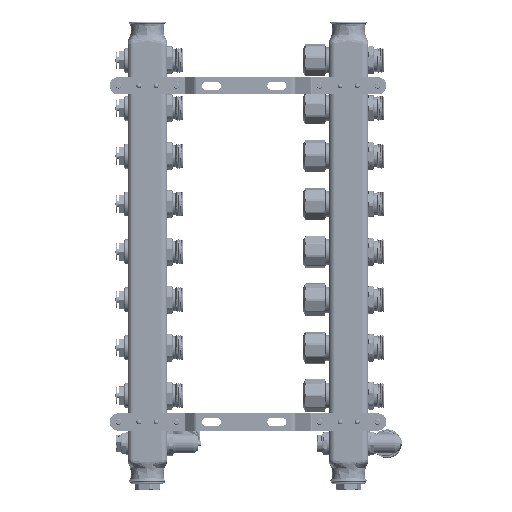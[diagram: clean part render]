
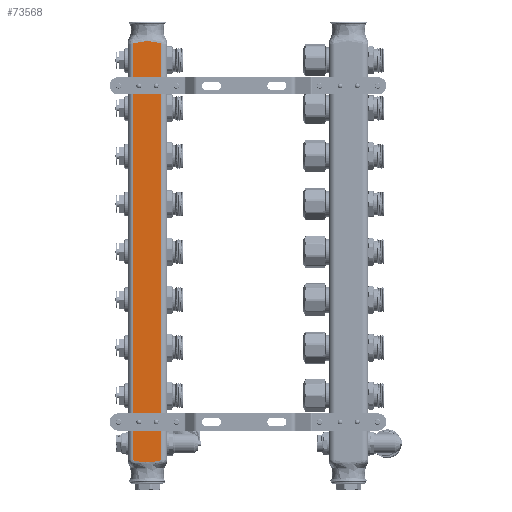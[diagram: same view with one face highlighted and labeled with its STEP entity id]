
A CAD part, front view. The second image highlights one B-rep face of the part: STEP entity #73568.
In plain terms, the highlighted face is planar.
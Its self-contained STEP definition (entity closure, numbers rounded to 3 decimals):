
#1413 = CARTESIAN_POINT ( 'NONE',  ( 19.5, -12.568, -457.093 ) ) ;
#5700 = CARTESIAN_POINT ( 'NONE',  ( 19.5, 6.109, -458.324 ) ) ;
#5737 = CARTESIAN_POINT ( 'NONE',  ( 19.5, 11.969, -20.783 ) ) ;
#6025 = DIRECTION ( 'NONE',  ( 0., -1., 0. ) ) ;
#6319 = EDGE_CURVE ( 'NONE', #70542, #58782, #102397, .T. ) ;
#6425 = CARTESIAN_POINT ( 'NONE',  ( 19.5, -12.419, -20.872 ) ) ;
#6736 = CARTESIAN_POINT ( 'NONE',  ( 19.5, 1.236, -458.841 ) ) ;
#7105 = CARTESIAN_POINT ( 'NONE',  ( 19.5, -2.467, -19.219 ) ) ;
#7432 = CARTESIAN_POINT ( 'NONE',  ( 19.5, -12.119, -20.809 ) ) ;
#11995 = EDGE_CURVE ( 'NONE', #58782, #53953, #19815, .T. ) ;
#13042 = CARTESIAN_POINT ( 'NONE',  ( 19.5, 8.513, -20.13 ) ) ;
#13334 = CARTESIAN_POINT ( 'NONE',  ( 19.5, 6.71, -458.215 ) ) ;
#13680 = CARTESIAN_POINT ( 'NONE',  ( 19.5, -11.216, -457.349 ) ) ;
#14711 = CARTESIAN_POINT ( 'NONE',  ( 19.5, -6.109, -458.324 ) ) ;
#15095 = CARTESIAN_POINT ( 'NONE',  ( 19.5, -11.216, -20.651 ) ) ;
#15203 = CARTESIAN_POINT ( 'NONE',  ( 19.5, -14.5, -456.59 ) ) ;
#19815 = B_SPLINE_CURVE_WITH_KNOTS ( 'NONE', 3,
 ( #45522, #28279, #76066, #28606, #84040, #99989, #5737, #92019, #61168, #60487, #13042, #68463, #20995, #38969, #86435, #102381, #54893, #37959, #7105, #22368, #93765, #78103, #77434, #62534, #31348, #15095, #54221, #70180, #7432, #6425, #93418, #85743, #46219, #102711 ),
 .UNSPECIFIED., .F., .F.,
 ( 4, 2, 2, 2, 2, 2, 2, 2, 2, 2, 2, 2, 2, 2, 2, 2, 4 ),
 ( 0., 0.002, 0.002, 0.003, 0.004, 0.007, 0.009, 0.011, 0.015, 0.018, 0.02, 0.022, 0.026, 0.027, 0.027, 0.028, 0.029 ),
 .UNSPECIFIED. ) ;
#20278 = CARTESIAN_POINT ( 'NONE',  ( 19.5, -14.5, -239. ) ) ;
#20995 = CARTESIAN_POINT ( 'NONE',  ( 19.5, 6.109, -19.676 ) ) ;
#21649 = CARTESIAN_POINT ( 'NONE',  ( 19.5, 12.568, -457.093 ) ) ;
#22310 = DIRECTION ( 'NONE',  ( -1., 0., 0. ) ) ;
#22328 = CARTESIAN_POINT ( 'NONE',  ( 19.5, 2.467, -458.781 ) ) ;
#22368 = CARTESIAN_POINT ( 'NONE',  ( 19.5, -4.294, -19.409 ) ) ;
#22675 = CARTESIAN_POINT ( 'NONE',  ( 19.5, -8.513, -457.87 ) ) ;
#23313 = CARTESIAN_POINT ( 'NONE',  ( 19.5, 14.5, -21.41 ) ) ;
#28279 = CARTESIAN_POINT ( 'NONE',  ( 19.5, 13.908, -21.243 ) ) ;
#28606 = CARTESIAN_POINT ( 'NONE',  ( 19.5, 12.568, -20.907 ) ) ;
#29262 = CARTESIAN_POINT ( 'NONE',  ( 19.5, 13.314, -456.916 ) ) ;
#30303 = CARTESIAN_POINT ( 'NONE',  ( 19.5, -6.71, -458.215 ) ) ;
#31348 = CARTESIAN_POINT ( 'NONE',  ( 19.5, -9.712, -20.376 ) ) ;
#31856 = CARTESIAN_POINT ( 'NONE',  ( 19.5, -14.5, -456.59 ) ) ;
#32052 = ORIENTED_EDGE ( 'NONE', *, *, #49426, .F. ) ;
#32688 = DIRECTION ( 'NONE',  ( 0., 0., 1. ) ) ;
#33020 = CARTESIAN_POINT ( 'NONE',  ( 19.5, 14.5, -239. ) ) ;
#36881 = DIRECTION ( 'NONE',  ( 0., 0., 1. ) ) ;
#37228 = CARTESIAN_POINT ( 'NONE',  ( 19.5, 8.513, -457.87 ) ) ;
#37919 = CARTESIAN_POINT ( 'NONE',  ( 19.5, -1.236, -458.841 ) ) ;
#37959 = CARTESIAN_POINT ( 'NONE',  ( 19.5, -1.236, -19.159 ) ) ;
#37997 = LINE ( 'NONE', #20278, #54082 ) ;
#38969 = CARTESIAN_POINT ( 'NONE',  ( 19.5, 4.9, -19.488 ) ) ;
#41061 = ORIENTED_EDGE ( 'NONE', *, *, #6319, .T. ) ;
#45482 = CARTESIAN_POINT ( 'NONE',  ( 19.5, 11.969, -457.217 ) ) ;
#45522 = CARTESIAN_POINT ( 'NONE',  ( 19.5, 14.5, -21.41 ) ) ;
#46187 = CARTESIAN_POINT ( 'NONE',  ( 19.5, 13.908, -456.757 ) ) ;
#46219 = CARTESIAN_POINT ( 'NONE',  ( 19.5, -13.908, -21.243 ) ) ;
#49426 = EDGE_CURVE ( 'NONE', #70542, #95470, #60691, .T. ) ;
#51071 = CARTESIAN_POINT ( 'NONE',  ( 19.5, -12.119, -457.191 ) ) ;
#52817 = CARTESIAN_POINT ( 'NONE',  ( 19.5, -9.712, -457.624 ) ) ;
#53166 = CARTESIAN_POINT ( 'NONE',  ( 19.5, 11.517, -457.295 ) ) ;
#53488 = CARTESIAN_POINT ( 'NONE',  ( 19.5, 14.5, -239. ) ) ;
#53843 = CARTESIAN_POINT ( 'NONE',  ( 19.5, -4.9, -458.512 ) ) ;
#53953 = VERTEX_POINT ( 'NONE', #85580 ) ;
#54082 = VECTOR ( 'NONE', #36881, 1000. ) ;
#54183 = CARTESIAN_POINT ( 'NONE',  ( 19.5, 11.216, -457.349 ) ) ;
#54221 = CARTESIAN_POINT ( 'NONE',  ( 19.5, -11.517, -20.705 ) ) ;
#54893 = CARTESIAN_POINT ( 'NONE',  ( 19.5, 1.236, -19.159 ) ) ;
#56789 = AXIS2_PLACEMENT_3D ( 'NONE', #53488, #22310, #6025 ) ;
#57923 = CARTESIAN_POINT ( 'NONE',  ( 19.5, -13.314, -456.916 ) ) ;
#58294 = EDGE_LOOP ( 'NONE', ( #41061, #77491, #78616, #32052 ) ) ;
#58782 = VERTEX_POINT ( 'NONE', #23313 ) ;
#59280 = CARTESIAN_POINT ( 'NONE',  ( 19.5, -13.908, -456.757 ) ) ;
#60487 = CARTESIAN_POINT ( 'NONE',  ( 19.5, 9.712, -20.376 ) ) ;
#60691 = B_SPLINE_CURVE_WITH_KNOTS ( 'NONE', 3,
 ( #93022, #46187, #29262, #21649, #101661, #84689, #45482, #53166, #54183, #101322, #37228, #13334, #5700, #85040, #61127, #22328, #6736, #37919, #93383, #62161, #53843, #14711, #30303, #22675, #52817, #13680, #69099, #77061, #51071, #88403, #1413, #57923, #59280, #15203 ),
 .UNSPECIFIED., .F., .F.,
 ( 4, 2, 2, 2, 2, 2, 2, 2, 2, 2, 2, 2, 2, 2, 2, 2, 4 ),
 ( 0., 0.002, 0.002, 0.003, 0.004, 0.007, 0.009, 0.011, 0.015, 0.018, 0.02, 0.022, 0.026, 0.027, 0.027, 0.028, 0.029 ),
 .UNSPECIFIED. ) ;
#61127 = CARTESIAN_POINT ( 'NONE',  ( 19.5, 4.294, -458.591 ) ) ;
#61168 = CARTESIAN_POINT ( 'NONE',  ( 19.5, 11.216, -20.651 ) ) ;
#62161 = CARTESIAN_POINT ( 'NONE',  ( 19.5, -4.294, -458.591 ) ) ;
#62534 = CARTESIAN_POINT ( 'NONE',  ( 19.5, -8.513, -20.13 ) ) ;
#63395 = EDGE_CURVE ( 'NONE', #95470, #53953, #37997, .T. ) ;
#68463 = CARTESIAN_POINT ( 'NONE',  ( 19.5, 6.71, -19.785 ) ) ;
#69099 = CARTESIAN_POINT ( 'NONE',  ( 19.5, -11.517, -457.295 ) ) ;
#70180 = CARTESIAN_POINT ( 'NONE',  ( 19.5, -11.969, -20.783 ) ) ;
#70542 = VERTEX_POINT ( 'NONE', #99313 ) ;
#73568 = ADVANCED_FACE ( 'NONE', ( #96935 ), #100965, .F. ) ;
#76066 = CARTESIAN_POINT ( 'NONE',  ( 19.5, 13.314, -21.084 ) ) ;
#77061 = CARTESIAN_POINT ( 'NONE',  ( 19.5, -11.969, -457.217 ) ) ;
#77434 = CARTESIAN_POINT ( 'NONE',  ( 19.5, -6.71, -19.785 ) ) ;
#77491 = ORIENTED_EDGE ( 'NONE', *, *, #11995, .T. ) ;
#78103 = CARTESIAN_POINT ( 'NONE',  ( 19.5, -6.109, -19.676 ) ) ;
#78616 = ORIENTED_EDGE ( 'NONE', *, *, #63395, .F. ) ;
#84040 = CARTESIAN_POINT ( 'NONE',  ( 19.5, 12.419, -20.872 ) ) ;
#84689 = CARTESIAN_POINT ( 'NONE',  ( 19.5, 12.119, -457.191 ) ) ;
#85040 = CARTESIAN_POINT ( 'NONE',  ( 19.5, 4.9, -458.512 ) ) ;
#85580 = CARTESIAN_POINT ( 'NONE',  ( 19.5, -14.5, -21.41 ) ) ;
#85743 = CARTESIAN_POINT ( 'NONE',  ( 19.5, -13.314, -21.084 ) ) ;
#86435 = CARTESIAN_POINT ( 'NONE',  ( 19.5, 4.294, -19.409 ) ) ;
#88403 = CARTESIAN_POINT ( 'NONE',  ( 19.5, -12.419, -457.128 ) ) ;
#92019 = CARTESIAN_POINT ( 'NONE',  ( 19.5, 11.517, -20.705 ) ) ;
#93022 = CARTESIAN_POINT ( 'NONE',  ( 19.5, 14.5, -456.59 ) ) ;
#93383 = CARTESIAN_POINT ( 'NONE',  ( 19.5, -2.467, -458.781 ) ) ;
#93418 = CARTESIAN_POINT ( 'NONE',  ( 19.5, -12.568, -20.907 ) ) ;
#93765 = CARTESIAN_POINT ( 'NONE',  ( 19.5, -4.9, -19.488 ) ) ;
#94952 = VECTOR ( 'NONE', #32688, 1000. ) ;
#95470 = VERTEX_POINT ( 'NONE', #31856 ) ;
#96935 = FACE_OUTER_BOUND ( 'NONE', #58294, .T. ) ;
#99313 = CARTESIAN_POINT ( 'NONE',  ( 19.5, 14.5, -456.59 ) ) ;
#99989 = CARTESIAN_POINT ( 'NONE',  ( 19.5, 12.119, -20.809 ) ) ;
#100965 = PLANE ( 'NONE',  #56789 ) ;
#101322 = CARTESIAN_POINT ( 'NONE',  ( 19.5, 9.712, -457.624 ) ) ;
#101661 = CARTESIAN_POINT ( 'NONE',  ( 19.5, 12.419, -457.128 ) ) ;
#102381 = CARTESIAN_POINT ( 'NONE',  ( 19.5, 2.467, -19.219 ) ) ;
#102397 = LINE ( 'NONE', #33020, #94952 ) ;
#102711 = CARTESIAN_POINT ( 'NONE',  ( 19.5, -14.5, -21.41 ) ) ;
